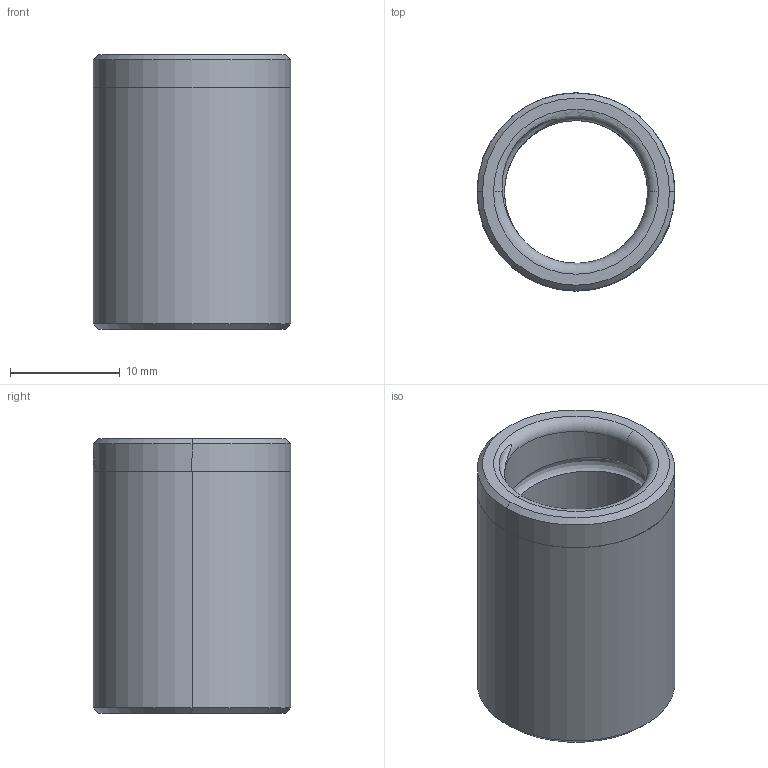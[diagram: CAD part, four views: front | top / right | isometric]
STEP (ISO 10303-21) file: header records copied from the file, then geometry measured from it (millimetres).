
FILE_DESCRIPTION (( 'STEP AP214' ), '1' );
FILE_NAME ('GBLV-D18-d13-L25.step', '2021-09-10T06:58:16', ( 'User' ), ( 'china' ), 'SwSTEP 2.0', 'SolidWorks 2016', '' );
FILE_SCHEMA (( 'AUTOMOTIVE_DESIGN' ));
Length unit declared in the file: millimetre
Products named in the file (1): GBLV-D18-d13-L25
Bounding box: 18 x 18 x 25 mm (x, y, z)
Volume: 2917.1 mm3; surface area: 2694.4 mm2
Topology: 1 solids, 1 shells, 48 faces, 120 edges, 77 vertices
Faces by surface type: cylinder 26, plane 11, torus 5, cone 4, bspline 2
Entity records: 2989 total; most frequent: CARTESIAN_POINT 1895, ORIENTED_EDGE 240, DIRECTION 199, EDGE_CURVE 120, AXIS2_PLACEMENT_3D 78, VERTEX_POINT 77, EDGE_LOOP 53, FACE_OUTER_BOUND 48
